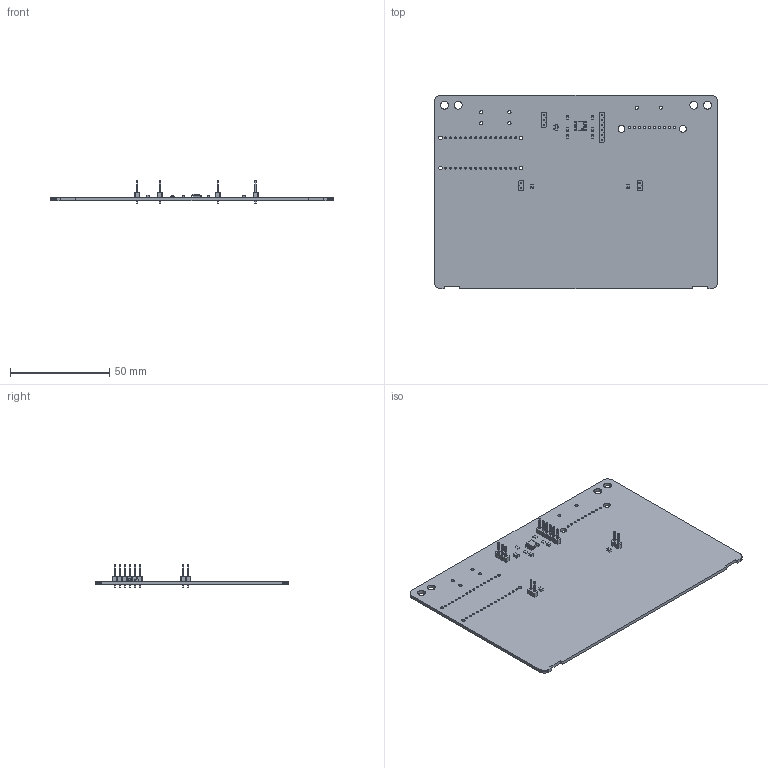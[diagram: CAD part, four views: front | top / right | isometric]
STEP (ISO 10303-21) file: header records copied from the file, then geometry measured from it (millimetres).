
FILE_DESCRIPTION(('KiCad electronic assembly'),'2;1');
FILE_NAME('WheelwriterInterfaceBoard.step','2024-08-04T14:52:53',( 'Pcbnew'),('Kicad'),'Open CASCADE STEP processor 7.7', 'KiCad to STEP converter','Unknown');
FILE_SCHEMA(('AUTOMOTIVE_DESIGN { 1 0 10303 214 1 1 1 1 }'));
Length unit declared in the file: millimetre
Products named in the file (16): WheelwriterInterfaceBoard 1; PinHeader_1x06_P2.54mm_Vertical; SOLID; PinHeader_1x02_P2.54mm_Vertical; R_0805_2012Metric; SOIC-8_3.9x4.9mm_P1.27mm; C_0805_2012Metric; PinHeader_1x03_P2.54mm_Vertical; SOT-23; WheelwriterInterfaceBoard PCB
Assembly tree (22 placements, depth 3):
  WheelwriterInterfaceBoard 1
    PinHeader_1x06_P2.54mm_Vertical
      SOLID
    PinHeader_1x02_P2.54mm_Vertical  x2
      SOLID
    R_0805_2012Metric  x4
      SOLID
    SOIC-8_3.9x4.9mm_P1.27mm
      SOLID
    C_0805_2012Metric  x4
      SOLID
    PinHeader_1x03_P2.54mm_Vertical
      SOLID
    SOT-23
      SOLID
    WheelwriterInterfaceBoard PCB
Bounding box: 142.88 x 97.79 x 11.54 mm (x, y, z)
Volume: 22397.2 mm3; surface area: 29718.3 mm2
Topology: 15 solids, 15 shells, 915 faces, 2332 edges, 1482 vertices
Faces by surface type: plane 662, cylinder 194, bspline 59
Full cylindrical faces by diameter (mm): 0.6 x1, 1 x13, 1.016 x30, 1.092 x10, 1.6 x6, 1.8 x4, 3.454 x2, 4.064 x4
Entity records: 49271 total; most frequent: CARTESIAN_POINT 9052, DIRECTION 6585, LINE 4654, VECTOR 4654, ORIENTED_EDGE 3580, PCURVE 3580, DEFINITIONAL_REPRESENTATION 3580, EDGE_CURVE 1790
